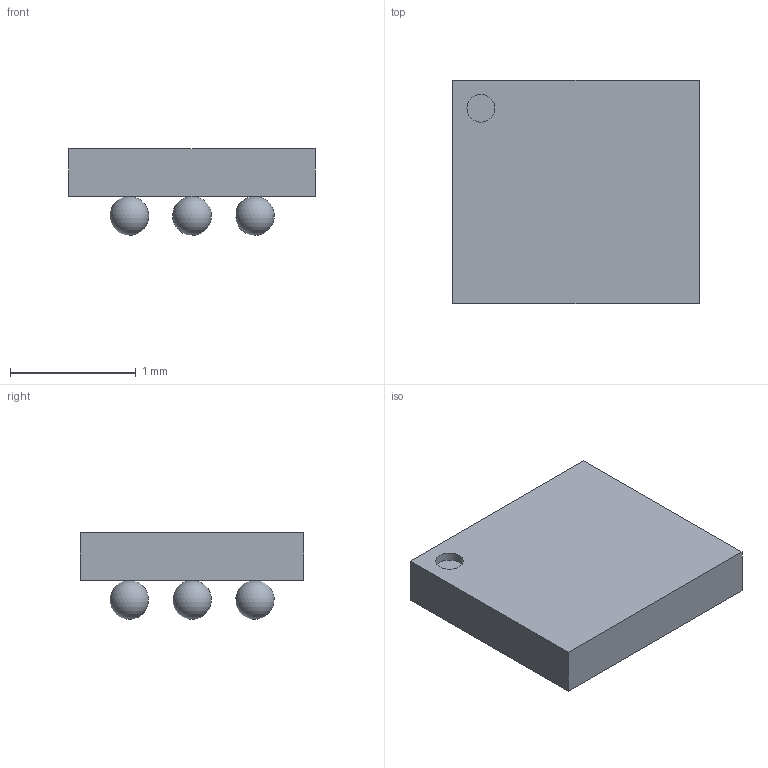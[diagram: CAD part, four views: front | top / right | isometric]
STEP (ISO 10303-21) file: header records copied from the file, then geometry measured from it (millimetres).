
FILE_DESCRIPTION(('FreeCAD Model'),'2;1');
FILE_NAME('561415.3.1.stp','2025-01-07T12:18:53',( 'Author'),(''),'Open CASCADE STEP processor 6.9','FreeCAD','Unknown' );
FILE_SCHEMA(('AUTOMOTIVE_DESIGN { 1 0 10303 214 1 1 1 1 }'));
Length unit declared in the file: millimetre
Products named in the file (10): ASSEMBLY; A1; A2; A3; B1; B2; B3; C2; C3; Body
Assembly tree (9 placements, depth 2):
  ASSEMBLY
    A1
    A2
    A3
    B1
    B2
    B3
    C2
    C3
    Body
Bounding box: 1.96 x 1.78 x 0.69 mm (x, y, z)
Volume: 1.4 mm3; surface area: 12.3 mm2
Topology: 9 solids, 9 shells, 16 faces, 39 edges, 26 vertices
Faces by surface type: sphere 8, plane 7, cylinder 1
Full cylindrical faces by diameter (mm): 0.223 x1
Entity records: 756 total; most frequent: DIRECTION 99, CARTESIAN_POINT 89, LINE 41, VECTOR 41, ORIENTED_EDGE 30, PCURVE 30, DEFINITIONAL_REPRESENTATION 30, AXIS2_PLACEMENT_3D 28
